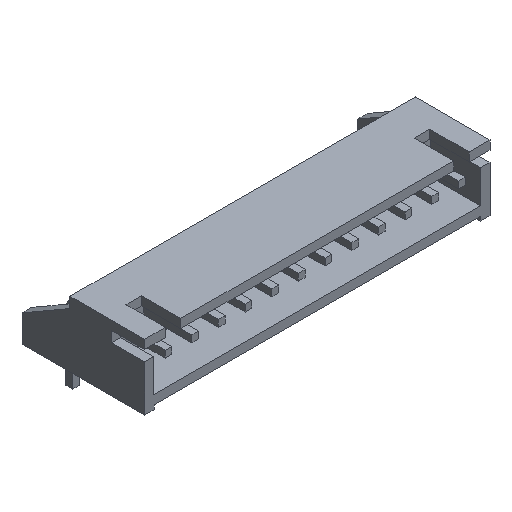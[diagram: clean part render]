
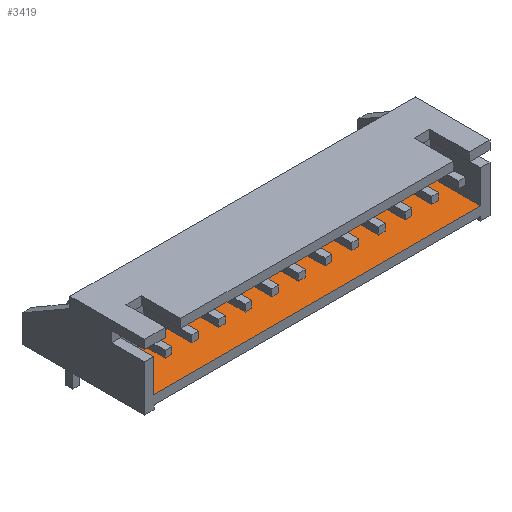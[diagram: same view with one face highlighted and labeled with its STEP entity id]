
A CAD part, isometric view. The second image highlights one B-rep face of the part: STEP entity #3419.
In plain terms, the highlighted planar face has unit normal (0, 0, 1).
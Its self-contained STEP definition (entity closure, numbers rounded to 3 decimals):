
#258 = PLANE('',#259);
#259 = AXIS2_PLACEMENT_3D('',#260,#261,#262);
#260 = CARTESIAN_POINT('',(-2.45,-9.2,4.325));
#261 = DIRECTION('',(0.,1.,0.));
#262 = DIRECTION('',(0.,0.,-1.));
#661 = VERTEX_POINT('',#662);
#662 = CARTESIAN_POINT('',(29.1,-9.2,1.225));
#676 = PLANE('',#677);
#677 = AXIS2_PLACEMENT_3D('',#678,#679,#680);
#678 = CARTESIAN_POINT('',(29.1,-4.5,5.325));
#679 = DIRECTION('',(1.,0.,0.));
#680 = DIRECTION('',(0.,0.,1.));
#688 = EDGE_CURVE('',#689,#661,#691,.T.);
#689 = VERTEX_POINT('',#690);
#690 = CARTESIAN_POINT('',(-1.6,-9.2,1.225));
#691 = SURFACE_CURVE('',#692,(#696,#703),.PCURVE_S1.);
#692 = LINE('',#693,#694);
#693 = CARTESIAN_POINT('',(29.1,-9.2,1.225));
#694 = VECTOR('',#695,1.);
#695 = DIRECTION('',(1.,0.,0.));
#696 = PCURVE('',#258,#697);
#697 = DEFINITIONAL_REPRESENTATION('',(#698),#702);
#698 = LINE('',#699,#700);
#699 = CARTESIAN_POINT('',(3.1,-31.55));
#700 = VECTOR('',#701,1.);
#701 = DIRECTION('',(0.,-1.));
#702 = ( GEOMETRIC_REPRESENTATION_CONTEXT(2) 
PARAMETRIC_REPRESENTATION_CONTEXT() REPRESENTATION_CONTEXT('2D SPACE',''
  ) );
#703 = PCURVE('',#704,#709);
#704 = PLANE('',#705);
#705 = AXIS2_PLACEMENT_3D('',#706,#707,#708);
#706 = CARTESIAN_POINT('',(29.1,-4.5,1.225));
#707 = DIRECTION('',(0.,0.,-1.));
#708 = DIRECTION('',(1.,0.,0.));
#709 = DEFINITIONAL_REPRESENTATION('',(#710),#714);
#710 = LINE('',#711,#712);
#711 = CARTESIAN_POINT('',(0.,4.7));
#712 = VECTOR('',#713,1.);
#713 = DIRECTION('',(1.,0.));
#714 = ( GEOMETRIC_REPRESENTATION_CONTEXT(2) 
PARAMETRIC_REPRESENTATION_CONTEXT() REPRESENTATION_CONTEXT('2D SPACE',''
  ) );
#732 = PLANE('',#733);
#733 = AXIS2_PLACEMENT_3D('',#734,#735,#736);
#734 = CARTESIAN_POINT('',(-1.6,-4.5,5.325));
#735 = DIRECTION('',(-1.,0.,0.));
#736 = DIRECTION('',(0.,0.,-1.));
#2649 = PLANE('',#2650);
#2650 = AXIS2_PLACEMENT_3D('',#2651,#2652,#2653);
#2651 = CARTESIAN_POINT('',(29.1,-4.5,5.325));
#2652 = DIRECTION('',(0.,1.,0.));
#2653 = DIRECTION('',(0.,0.,-1.));
#3326 = EDGE_CURVE('',#3327,#689,#3329,.T.);
#3327 = VERTEX_POINT('',#3328);
#3328 = CARTESIAN_POINT('',(-1.6,-4.5,1.225));
#3329 = SURFACE_CURVE('',#3330,(#3334,#3341),.PCURVE_S1.);
#3330 = LINE('',#3331,#3332);
#3331 = CARTESIAN_POINT('',(-1.6,-4.5,1.225));
#3332 = VECTOR('',#3333,1.);
#3333 = DIRECTION('',(0.,-1.,0.));
#3334 = PCURVE('',#732,#3335);
#3335 = DEFINITIONAL_REPRESENTATION('',(#3336),#3340);
#3336 = LINE('',#3337,#3338);
#3337 = CARTESIAN_POINT('',(4.1,0.));
#3338 = VECTOR('',#3339,1.);
#3339 = DIRECTION('',(0.,1.));
#3340 = ( GEOMETRIC_REPRESENTATION_CONTEXT(2) 
PARAMETRIC_REPRESENTATION_CONTEXT() REPRESENTATION_CONTEXT('2D SPACE',''
  ) );
#3341 = PCURVE('',#704,#3342);
#3342 = DEFINITIONAL_REPRESENTATION('',(#3343),#3347);
#3343 = LINE('',#3344,#3345);
#3344 = CARTESIAN_POINT('',(-30.7,0.));
#3345 = VECTOR('',#3346,1.);
#3346 = DIRECTION('',(0.,1.));
#3347 = ( GEOMETRIC_REPRESENTATION_CONTEXT(2) 
PARAMETRIC_REPRESENTATION_CONTEXT() REPRESENTATION_CONTEXT('2D SPACE',''
  ) );
#3419 = ADVANCED_FACE('',(#3420),#704,.F.);
#3420 = FACE_BOUND('',#3421,.T.);
#3421 = EDGE_LOOP('',(#3422,#3423,#3446,#3467));
#3422 = ORIENTED_EDGE('',*,*,#688,.T.);
#3423 = ORIENTED_EDGE('',*,*,#3424,.F.);
#3424 = EDGE_CURVE('',#3425,#661,#3427,.T.);
#3425 = VERTEX_POINT('',#3426);
#3426 = CARTESIAN_POINT('',(29.1,-4.5,1.225));
#3427 = SURFACE_CURVE('',#3428,(#3432,#3439),.PCURVE_S1.);
#3428 = LINE('',#3429,#3430);
#3429 = CARTESIAN_POINT('',(29.1,-4.5,1.225));
#3430 = VECTOR('',#3431,1.);
#3431 = DIRECTION('',(0.,-1.,0.));
#3432 = PCURVE('',#704,#3433);
#3433 = DEFINITIONAL_REPRESENTATION('',(#3434),#3438);
#3434 = LINE('',#3435,#3436);
#3435 = CARTESIAN_POINT('',(0.,0.));
#3436 = VECTOR('',#3437,1.);
#3437 = DIRECTION('',(0.,1.));
#3438 = ( GEOMETRIC_REPRESENTATION_CONTEXT(2) 
PARAMETRIC_REPRESENTATION_CONTEXT() REPRESENTATION_CONTEXT('2D SPACE',''
  ) );
#3439 = PCURVE('',#676,#3440);
#3440 = DEFINITIONAL_REPRESENTATION('',(#3441),#3445);
#3441 = LINE('',#3442,#3443);
#3442 = CARTESIAN_POINT('',(-4.1,0.));
#3443 = VECTOR('',#3444,1.);
#3444 = DIRECTION('',(0.,1.));
#3445 = ( GEOMETRIC_REPRESENTATION_CONTEXT(2) 
PARAMETRIC_REPRESENTATION_CONTEXT() REPRESENTATION_CONTEXT('2D SPACE',''
  ) );
#3446 = ORIENTED_EDGE('',*,*,#3447,.F.);
#3447 = EDGE_CURVE('',#3327,#3425,#3448,.T.);
#3448 = SURFACE_CURVE('',#3449,(#3453,#3460),.PCURVE_S1.);
#3449 = LINE('',#3450,#3451);
#3450 = CARTESIAN_POINT('',(29.1,-4.5,1.225));
#3451 = VECTOR('',#3452,1.);
#3452 = DIRECTION('',(1.,0.,0.));
#3453 = PCURVE('',#704,#3454);
#3454 = DEFINITIONAL_REPRESENTATION('',(#3455),#3459);
#3455 = LINE('',#3456,#3457);
#3456 = CARTESIAN_POINT('',(0.,0.));
#3457 = VECTOR('',#3458,1.);
#3458 = DIRECTION('',(1.,0.));
#3459 = ( GEOMETRIC_REPRESENTATION_CONTEXT(2) 
PARAMETRIC_REPRESENTATION_CONTEXT() REPRESENTATION_CONTEXT('2D SPACE',''
  ) );
#3460 = PCURVE('',#2649,#3461);
#3461 = DEFINITIONAL_REPRESENTATION('',(#3462),#3466);
#3462 = LINE('',#3463,#3464);
#3463 = CARTESIAN_POINT('',(4.1,0.));
#3464 = VECTOR('',#3465,1.);
#3465 = DIRECTION('',(0.,-1.));
#3466 = ( GEOMETRIC_REPRESENTATION_CONTEXT(2) 
PARAMETRIC_REPRESENTATION_CONTEXT() REPRESENTATION_CONTEXT('2D SPACE',''
  ) );
#3467 = ORIENTED_EDGE('',*,*,#3326,.T.);
